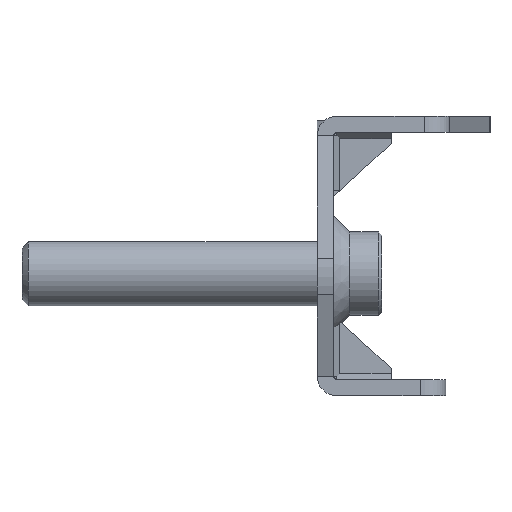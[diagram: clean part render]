
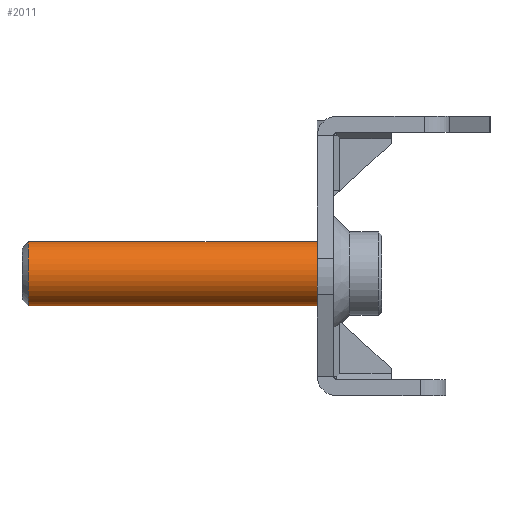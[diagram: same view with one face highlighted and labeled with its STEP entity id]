
A CAD part, left-side view. The second image highlights one B-rep face of the part: STEP entity #2011.
In plain terms, the highlighted cylindrical face has radius 10 mm (diameter 20 mm), a full revolution.
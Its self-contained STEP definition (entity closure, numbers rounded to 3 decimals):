
#121=CYLINDRICAL_SURFACE('',#2269,10.);
#190=CIRCLE('',#2268,10.);
#191=CIRCLE('',#2270,10.);
#585=ORIENTED_EDGE('',*,*,#923,.T.);
#586=ORIENTED_EDGE('',*,*,#922,.F.);
#922=EDGE_CURVE('',#1124,#1124,#190,.T.);
#923=EDGE_CURVE('',#1125,#1125,#191,.T.);
#1124=VERTEX_POINT('',#3333);
#1125=VERTEX_POINT('',#3336);
#1638=EDGE_LOOP('',(#585));
#1639=EDGE_LOOP('',(#586));
#1798=FACE_BOUND('',#1638,.T.);
#1799=FACE_BOUND('',#1639,.T.);
#2011=ADVANCED_FACE('',(#1798,#1799),#121,.T.);
#2268=AXIS2_PLACEMENT_3D('',#3332,#2752,#2753);
#2269=AXIS2_PLACEMENT_3D('',#3334,#2754,#2755);
#2270=AXIS2_PLACEMENT_3D('',#3335,#2756,#2757);
#2752=DIRECTION('',(0.,1.,0.));
#2753=DIRECTION('',(1.,0.,0.));
#2754=DIRECTION('',(0.,-1.,0.));
#2755=DIRECTION('',(0.,0.,-1.));
#2756=DIRECTION('',(0.,1.,0.));
#2757=DIRECTION('',(0.,0.,1.));
#3332=CARTESIAN_POINT('',(0.,97.,0.));
#3333=CARTESIAN_POINT('',(10.,97.,0.));
#3334=CARTESIAN_POINT('',(0.,97.,0.));
#3335=CARTESIAN_POINT('',(0.,2.,0.));
#3336=CARTESIAN_POINT('',(0.,2.,10.));
